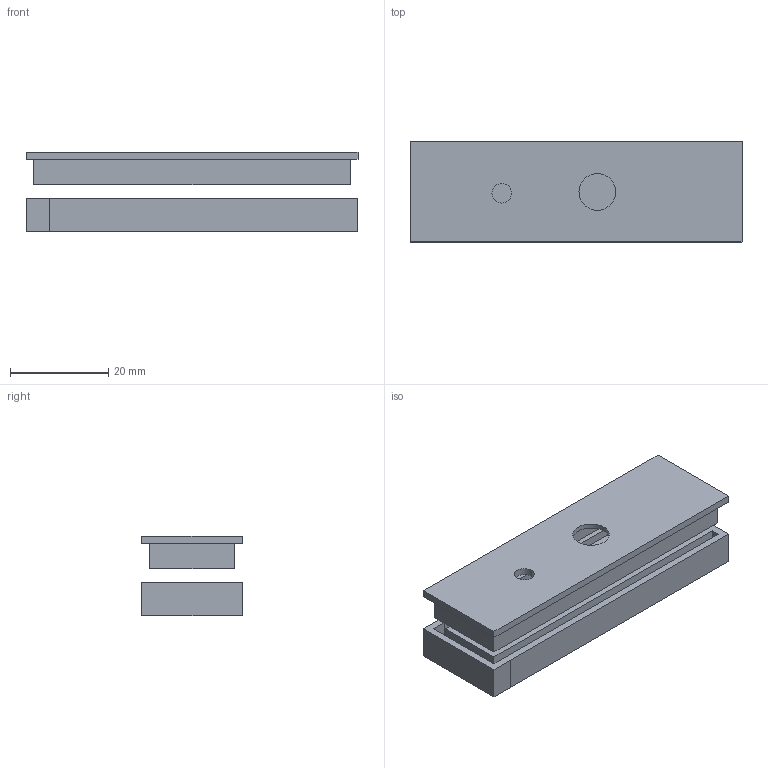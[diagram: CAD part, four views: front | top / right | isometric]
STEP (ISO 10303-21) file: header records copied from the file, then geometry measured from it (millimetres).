
FILE_DESCRIPTION(/* description */ (''),/* implementation_level */ '2;1');
FILE_NAME(/* name */ 'OV5640 USB-Camera Case v2.step',/* time_stamp */ '2024-07-02T12:01:49+05:30',/* author */ (''),/* organization */ (''),/* preprocessor_version */ 'ST-DEVELOPER v20',/* originating_system */ 'Autodesk Translation Framework v13.14.0.145',/* authorisation */ '');
FILE_SCHEMA (('AUTOMOTIVE_DESIGN { 1 0 10303 214 3 1 1 }'));
Length unit declared in the file: millimetre
Products named in the file (1): OV5640 USB-Camera Case
Bounding box: 67.7 x 20.4 x 16.3 mm (x, y, z)
Volume: 7550.7 mm3; surface area: 10719.8 mm2
Topology: 2 solids, 2 shells, 51 faces, 129 edges, 85 vertices
Faces by surface type: plane 43, cylinder 5, sphere 3
Full cylindrical faces by diameter (mm): 2 x3, 4 x1, 7.5 x1
Entity records: 1537 total; most frequent: CARTESIAN_POINT 263, ORIENTED_EDGE 252, DIRECTION 243, EDGE_CURVE 126, LINE 113, VECTOR 113, VERTEX_POINT 85, AXIS2_PLACEMENT_3D 65
